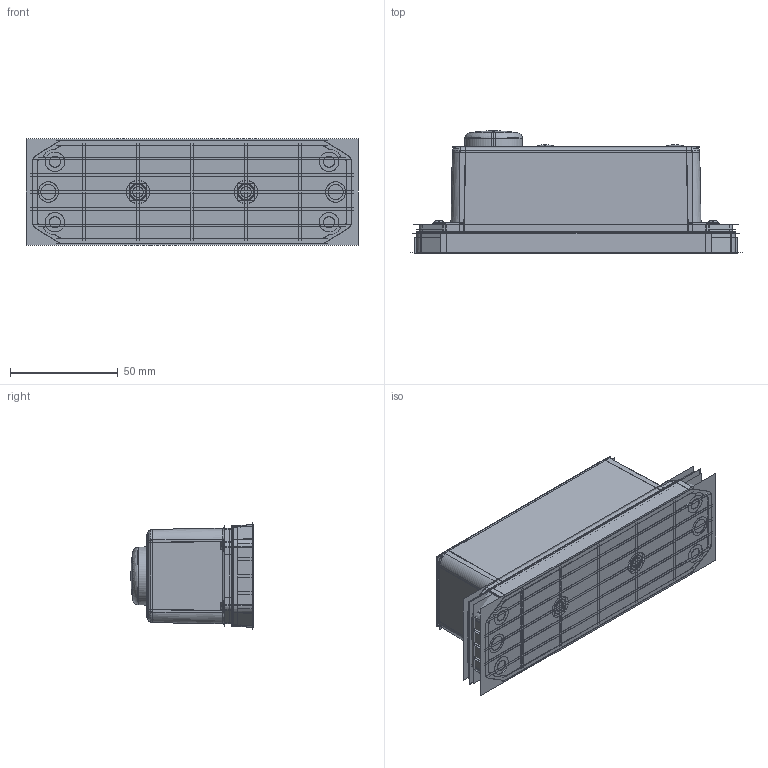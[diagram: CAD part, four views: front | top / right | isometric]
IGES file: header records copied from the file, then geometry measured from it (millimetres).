
Start section:  PTC IGES file: 214048.igs
Global section: file name: 214048.igs; native system: Creo Parametric by PTC Inc.; preprocessor: 2018300; author: pdmadmin; organization: Unknown; date: 20190903.150854; units: millimetre
Bounding box: 153.76 x 56.6 x 49.24 mm (x, y, z)
Volume: 67541.5 mm3; surface area: 1043063.4 mm2
Topology: 14 solids, 14 shells, 2384 faces, 12302 edges, 15827 vertices
Faces by surface type: revolution 1208, bspline 1152, extrusion 24
